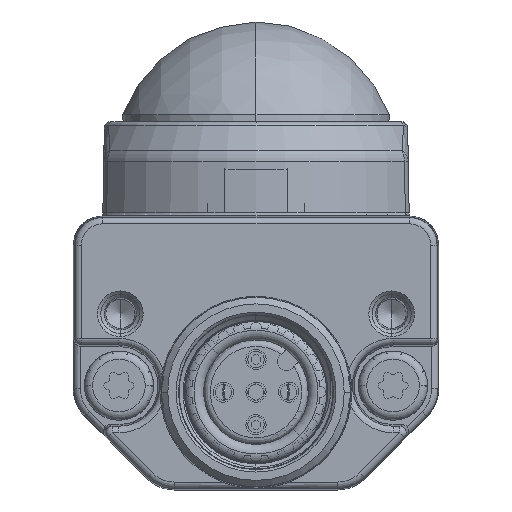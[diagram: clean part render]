
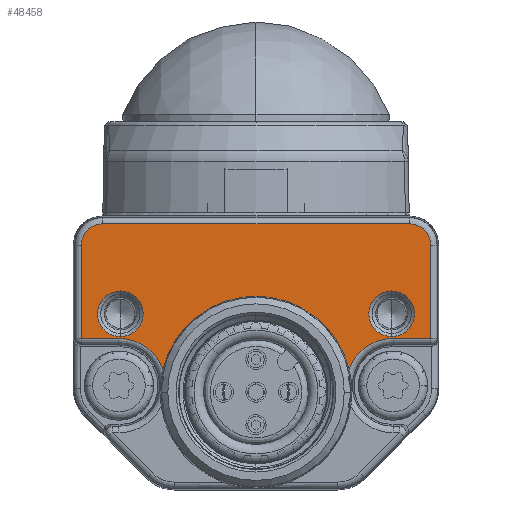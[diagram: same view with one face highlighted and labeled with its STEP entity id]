
A CAD part, left-side view. The second image highlights one B-rep face of the part: STEP entity #48458.
In plain terms, the highlighted face is planar.
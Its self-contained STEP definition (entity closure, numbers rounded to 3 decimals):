
#43417=CARTESIAN_POINT('',(13.,13.5,10.392));
#43418=DIRECTION('',(-1.,0.,0.));
#43419=DIRECTION('',(0.,1.,0.));
#43420=AXIS2_PLACEMENT_3D('',#43417,#43418,#43419);
#43422=CARTESIAN_POINT('',(13.,13.5,10.392));
#43423=DIRECTION('',(-1.,0.,0.));
#43424=DIRECTION('',(0.,-1.,0.));
#43425=AXIS2_PLACEMENT_3D('',#43422,#43423,#43424);
#43427=CARTESIAN_POINT('',(13.,13.5,-10.392));
#43428=DIRECTION('',(-1.,0.,0.));
#43429=DIRECTION('',(0.,-1.,0.));
#43430=AXIS2_PLACEMENT_3D('',#43427,#43428,#43429);
#43432=CARTESIAN_POINT('',(13.,13.5,-10.392));
#43433=DIRECTION('',(-1.,0.,0.));
#43434=DIRECTION('',(0.,1.,0.));
#43435=AXIS2_PLACEMENT_3D('',#43432,#43433,#43434);
#43437=CARTESIAN_POINT('',(13.,8.,-10.5));
#43438=DIRECTION('',(-1.,0.,0.));
#43439=DIRECTION('',(0.,0.359,0.933));
#43440=AXIS2_PLACEMENT_3D('',#43437,#43438,#43439);
#43442=CARTESIAN_POINT('',(13.,7.5,0.));
#43443=DIRECTION('',(1.,0.,0.));
#43444=DIRECTION('',(0.,0.244,-0.97));
#43445=AXIS2_PLACEMENT_3D('',#43442,#43443,#43444);
#43447=CARTESIAN_POINT('',(13.,8.,10.5));
#43448=DIRECTION('',(-1.,0.,0.));
#43449=DIRECTION('',(0.,1.,0.));
#43450=AXIS2_PLACEMENT_3D('',#43447,#43448,#43449);
#43452=DIRECTION('',(0.,0.,-1.));
#43453=VECTOR('',#43452,2.891);
#43454=CARTESIAN_POINT('',(13.,11.614,13.391));
#43455=LINE('',#43454,#43453);
#43456=DIRECTION('',(0.,-1.,0.));
#43457=VECTOR('',#43456,7.136);
#43458=CARTESIAN_POINT('',(13.,18.75,13.391));
#43459=LINE('',#43458,#43457);
#43460=CARTESIAN_POINT('',(13.,18.75,11.75));
#43461=DIRECTION('',(1.,0.,0.));
#43462=DIRECTION('',(0.,1.,0.));
#43463=AXIS2_PLACEMENT_3D('',#43460,#43461,#43462);
#43465=DIRECTION('',(0.,0.,1.));
#43466=VECTOR('',#43465,23.5);
#43467=CARTESIAN_POINT('',(13.,20.391,-11.75));
#43468=LINE('',#43467,#43466);
#43469=CARTESIAN_POINT('',(13.,18.75,-11.75));
#43470=DIRECTION('',(1.,0.,0.));
#43471=DIRECTION('',(0.,0.,-1.));
#43472=AXIS2_PLACEMENT_3D('',#43469,#43470,#43471);
#43474=DIRECTION('',(0.,1.,0.));
#43475=VECTOR('',#43474,7.136);
#43476=CARTESIAN_POINT('',(13.,11.614,-13.391));
#43477=LINE('',#43476,#43475);
#43478=DIRECTION('',(0.,0.,-1.));
#43479=VECTOR('',#43478,2.891);
#43480=CARTESIAN_POINT('',(13.,11.614,-10.5));
#43481=LINE('',#43480,#43479);
#43658=CARTESIAN_POINT('',(13.,9.297,-7.127));
#43726=CARTESIAN_POINT('',(13.,9.297,7.127));
#47736=VERTEX_POINT('',#43658);
#47737=VERTEX_POINT('',#43726);
#47802=CARTESIAN_POINT('',(13.,20.391,11.75));
#47803=CARTESIAN_POINT('',(13.,18.75,13.391));
#47804=VERTEX_POINT('',#47802);
#47805=VERTEX_POINT('',#47803);
#47810=CARTESIAN_POINT('',(13.,20.391,-11.75));
#47811=VERTEX_POINT('',#47810);
#47814=CARTESIAN_POINT('',(13.,18.75,-13.391));
#47815=VERTEX_POINT('',#47814);
#47842=CARTESIAN_POINT('',(13.,15.25,10.392));
#47843=CARTESIAN_POINT('',(13.,11.75,10.392));
#47844=VERTEX_POINT('',#47842);
#47845=VERTEX_POINT('',#47843);
#47846=CARTESIAN_POINT('',(13.,11.75,-10.392));
#47847=CARTESIAN_POINT('',(13.,15.25,-10.392));
#47848=VERTEX_POINT('',#47846);
#47849=VERTEX_POINT('',#47847);
#47850=CARTESIAN_POINT('',(13.,11.614,-10.5));
#47851=VERTEX_POINT('',#47850);
#47852=CARTESIAN_POINT('',(13.,11.614,-13.391));
#47853=VERTEX_POINT('',#47852);
#47888=CARTESIAN_POINT('',(13.,11.614,10.5));
#47889=VERTEX_POINT('',#47888);
#47890=CARTESIAN_POINT('',(13.,11.614,13.391));
#47891=VERTEX_POINT('',#47890);
#48419=CARTESIAN_POINT('',(13.,0.,0.));
#48420=DIRECTION('',(1.,0.,0.));
#48421=DIRECTION('',(0.,0.,-1.));
#48422=AXIS2_PLACEMENT_3D('',#48419,#48420,#48421);
#48423=PLANE('',#48422);
#48425=ORIENTED_EDGE('',*,*,#48424,.F.);
#48427=ORIENTED_EDGE('',*,*,#48426,.T.);
#48429=ORIENTED_EDGE('',*,*,#48428,.F.);
#48431=ORIENTED_EDGE('',*,*,#48430,.F.);
#48433=ORIENTED_EDGE('',*,*,#48432,.F.);
#48435=ORIENTED_EDGE('',*,*,#48434,.F.);
#48437=ORIENTED_EDGE('',*,*,#48436,.F.);
#48439=ORIENTED_EDGE('',*,*,#48438,.F.);
#48441=ORIENTED_EDGE('',*,*,#48440,.F.);
#48443=ORIENTED_EDGE('',*,*,#48442,.F.);
#48444=EDGE_LOOP('',(#48425,#48427,#48429,#48431,#48433,#48435,#48437,#48439,
#48441,#48443));
#48445=FACE_OUTER_BOUND('',#48444,.F.);
#48447=ORIENTED_EDGE('',*,*,#48446,.F.);
#48449=ORIENTED_EDGE('',*,*,#48448,.F.);
#48450=EDGE_LOOP('',(#48447,#48449));
#48451=FACE_BOUND('',#48450,.F.);
#48453=ORIENTED_EDGE('',*,*,#48452,.F.);
#48455=ORIENTED_EDGE('',*,*,#48454,.F.);
#48456=EDGE_LOOP('',(#48453,#48455));
#48457=FACE_BOUND('',#48456,.F.);
#48458=ADVANCED_FACE('',(#48445,#48451,#48457),#48423,.T.);
#43421=CIRCLE('',#43420,1.75);
#43426=CIRCLE('',#43425,1.75);
#43431=CIRCLE('',#43430,1.75);
#43436=CIRCLE('',#43435,1.75);
#43441=CIRCLE('',#43440,3.614);
#43446=CIRCLE('',#43445,7.35);
#43451=CIRCLE('',#43450,3.614);
#43464=CIRCLE('',#43463,1.641);
#43473=CIRCLE('',#43472,1.641);
#48424=EDGE_CURVE('',#47736,#47851,#43441,.T.);
#48426=EDGE_CURVE('',#47736,#47737,#43446,.T.);
#48428=EDGE_CURVE('',#47889,#47737,#43451,.T.);
#48430=EDGE_CURVE('',#47891,#47889,#43455,.T.);
#48432=EDGE_CURVE('',#47805,#47891,#43459,.T.);
#48434=EDGE_CURVE('',#47804,#47805,#43464,.T.);
#48436=EDGE_CURVE('',#47811,#47804,#43468,.T.);
#48438=EDGE_CURVE('',#47815,#47811,#43473,.T.);
#48440=EDGE_CURVE('',#47853,#47815,#43477,.T.);
#48442=EDGE_CURVE('',#47851,#47853,#43481,.T.);
#48446=EDGE_CURVE('',#47844,#47845,#43421,.T.);
#48448=EDGE_CURVE('',#47845,#47844,#43426,.T.);
#48452=EDGE_CURVE('',#47848,#47849,#43431,.T.);
#48454=EDGE_CURVE('',#47849,#47848,#43436,.T.);
